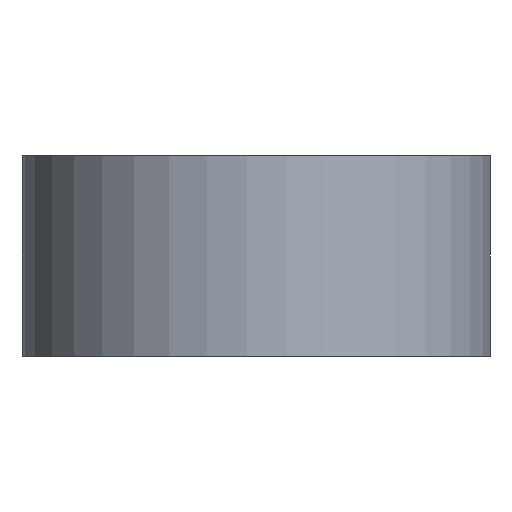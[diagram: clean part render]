
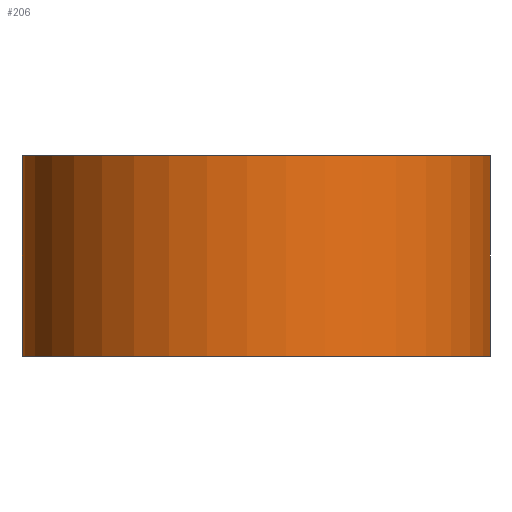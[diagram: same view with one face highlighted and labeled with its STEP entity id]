
A CAD part, front view. The second image highlights one B-rep face of the part: STEP entity #206.
In plain terms, the highlighted cylindrical face has radius 3.507 mm (diameter 7.013 mm), a partial arc.
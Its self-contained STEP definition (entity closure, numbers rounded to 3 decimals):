
#134=ORIENTED_EDGE('',*,*,#155,.T.);
#135=ORIENTED_EDGE('',*,*,#151,.T.);
#136=ORIENTED_EDGE('',*,*,#154,.F.);
#137=ORIENTED_EDGE('',*,*,#147,.F.);
#147=EDGE_CURVE('',#162,#163,#293,.T.);
#151=EDGE_CURVE('',#166,#165,#295,.T.);
#154=EDGE_CURVE('',#163,#165,#224,.T.);
#155=EDGE_CURVE('',#162,#166,#225,.T.);
#162=VERTEX_POINT('',#457);
#163=VERTEX_POINT('',#459);
#165=VERTEX_POINT('',#465);
#166=VERTEX_POINT('',#467);
#179=EDGE_LOOP('',(#134,#135,#136,#137));
#193=FACE_BOUND('',#179,.T.);
#198=CYLINDRICAL_SURFACE('',#324,3.507);
#206=ADVANCED_FACE('',(#193),#198,.T.);
#224=LINE('',#472,#235);
#225=LINE('',#474,#236);
#235=VECTOR('',#390,1000.);
#236=VECTOR('',#393,1000.);
#293=CIRCLE('',#317,3.507);
#295=CIRCLE('',#320,3.507);
#317=AXIS2_PLACEMENT_3D('',#458,#375,#376);
#320=AXIS2_PLACEMENT_3D('',#466,#383,#384);
#324=AXIS2_PLACEMENT_3D('',#475,#394,#395);
#375=DIRECTION('',(0.,0.,1.));
#376=DIRECTION('',(1.,0.,0.));
#383=DIRECTION('',(0.,0.,1.));
#384=DIRECTION('',(1.,0.,0.));
#390=DIRECTION('',(0.,0.,-1.));
#393=DIRECTION('',(0.,0.,-1.));
#394=DIRECTION('',(0.,0.,-1.));
#395=DIRECTION('',(-1.,0.,0.));
#457=CARTESIAN_POINT('',(-3.5,-45.,3.));
#458=CARTESIAN_POINT('',(0.007,-45.,3.));
#459=CARTESIAN_POINT('',(3.5,-44.694,3.));
#465=CARTESIAN_POINT('',(3.5,-44.694,0.));
#466=CARTESIAN_POINT('',(0.007,-45.,0.));
#467=CARTESIAN_POINT('',(-3.5,-45.,0.));
#472=CARTESIAN_POINT('',(3.5,-44.694,3.));
#474=CARTESIAN_POINT('',(-3.5,-45.,3.));
#475=CARTESIAN_POINT('',(0.007,-45.,3.));
